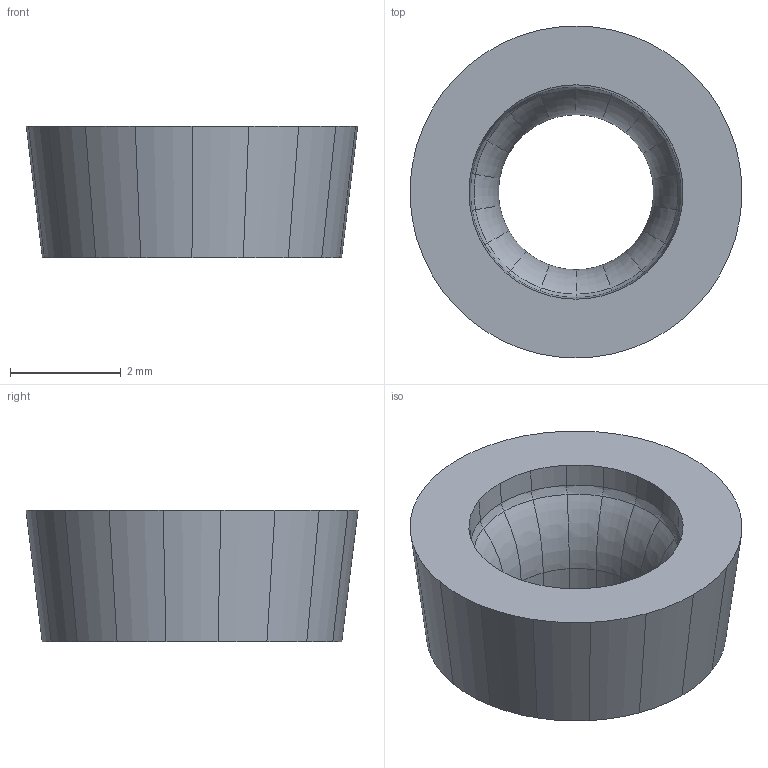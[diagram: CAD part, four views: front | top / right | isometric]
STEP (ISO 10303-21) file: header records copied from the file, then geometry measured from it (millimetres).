
FILE_DESCRIPTION(/* description */ (''),/* implementation_level */ '2;1');
FILE_NAME(/* name */ 'aaa355184_a.stp',/* time_stamp */ '2020-12-07T14:26:57+01:00',/* author */ (''),/* organization */ ('SMS'),/* preprocessor_version */ 'ST-DEVELOPER v16.7',/* originating_system */ 'SIEMENS PLM Software NX 12.0',/* authorisation */ '');
FILE_SCHEMA (('AUTOMOTIVE_DESIGN { 1 0 10303 214 3 1 1 1 }'));
Length unit declared in the file: millimetre
Products named in the file (1): AAA355184_A
Bounding box: 5.99 x 6 x 2.38 mm (x, y, z)
Volume: 41.5 mm3; surface area: 101.9 mm2
Topology: 1 solids, 1 shells, 92 faces, 217 edges, 129 vertices
Faces by surface type: bspline 90, plane 2
Entity records: 15803 total; most frequent: CARTESIAN_POINT 14208, ORIENTED_EDGE 432, EDGE_CURVE 216, B_SPLINE_CURVE_WITH_KNOTS 163, VERTEX_POINT 126, DIRECTION 118, EDGE_LOOP 94, ADVANCED_FACE 92
